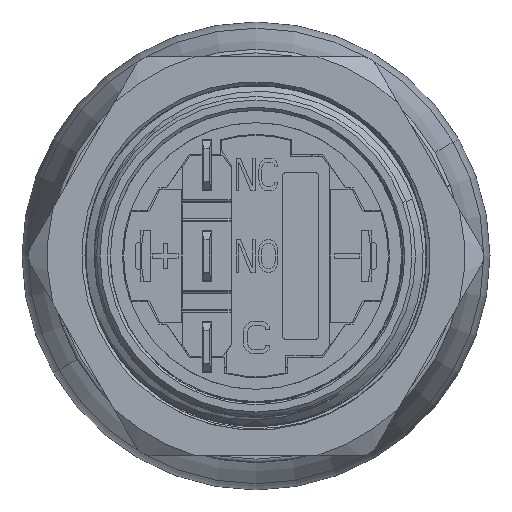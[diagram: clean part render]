
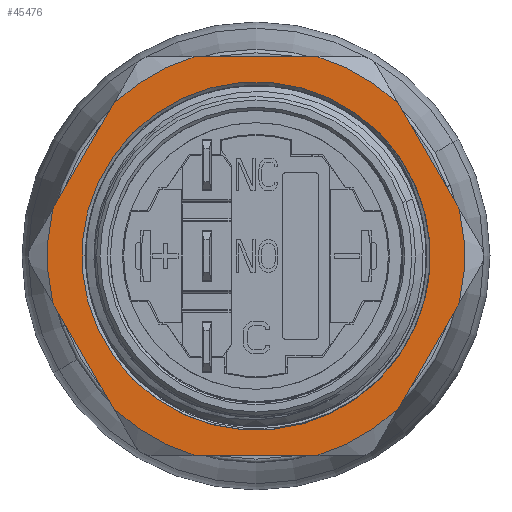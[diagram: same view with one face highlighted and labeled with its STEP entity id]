
A CAD part, front view. The second image highlights one B-rep face of the part: STEP entity #45476.
In plain terms, the highlighted planar face has unit normal (0, -1, 0).
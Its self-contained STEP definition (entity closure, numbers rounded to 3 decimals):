
#44049=CARTESIAN_POINT('',(0.,15.9,0.));
#44050=DIRECTION('',(0.,-1.,0.));
#44051=DIRECTION('',(0.974,0.,-0.225));
#44052=AXIS2_PLACEMENT_3D('',#44049,#44050,#44051);
#44081=CARTESIAN_POINT('',(0.,15.9,0.));
#44082=DIRECTION('',(0.,-1.,0.));
#44083=DIRECTION('',(-0.974,0.,0.225));
#44084=AXIS2_PLACEMENT_3D('',#44081,#44082,#44083);
#44104=DIRECTION('',(1.,0.,0.));
#44105=VECTOR('',#44104,6.72);
#44106=CARTESIAN_POINT('',(-3.36,15.9,11.));
#44107=LINE('',#44106,#44105);
#44108=CARTESIAN_POINT('',(0.,15.9,0.));
#44109=DIRECTION('',(0.,1.,0.));
#44110=DIRECTION('',(0.292,0.,0.956));
#44111=AXIS2_PLACEMENT_3D('',#44108,#44109,#44110);
#44113=DIRECTION('',(0.5,0.,-0.866));
#44114=VECTOR('',#44113,6.72);
#44115=CARTESIAN_POINT('',(7.846,15.9,8.41));
#44116=LINE('',#44115,#44114);
#44117=DIRECTION('',(-0.5,0.,-0.866));
#44118=VECTOR('',#44117,6.72);
#44119=CARTESIAN_POINT('',(11.206,15.9,-2.59));
#44120=LINE('',#44119,#44118);
#44121=CARTESIAN_POINT('',(0.,15.9,0.));
#44122=DIRECTION('',(0.,1.,0.));
#44123=DIRECTION('',(0.682,0.,-0.731));
#44124=AXIS2_PLACEMENT_3D('',#44121,#44122,#44123);
#44126=DIRECTION('',(-1.,0.,0.));
#44127=VECTOR('',#44126,6.72);
#44128=CARTESIAN_POINT('',(3.36,15.9,-11.));
#44129=LINE('',#44128,#44127);
#44130=CARTESIAN_POINT('',(0.,15.9,0.));
#44131=DIRECTION('',(0.,1.,0.));
#44132=DIRECTION('',(-0.292,0.,-0.956));
#44133=AXIS2_PLACEMENT_3D('',#44130,#44131,#44132);
#44135=DIRECTION('',(-0.5,0.,0.866));
#44136=VECTOR('',#44135,6.72);
#44137=CARTESIAN_POINT('',(-7.846,15.9,-8.41));
#44138=LINE('',#44137,#44136);
#44139=DIRECTION('',(0.5,0.,0.866));
#44140=VECTOR('',#44139,6.72);
#44141=CARTESIAN_POINT('',(-11.206,15.9,2.59));
#44142=LINE('',#44141,#44140);
#44143=CARTESIAN_POINT('',(0.,15.9,0.));
#44144=DIRECTION('',(0.,1.,0.));
#44145=DIRECTION('',(-0.682,0.,0.731));
#44146=AXIS2_PLACEMENT_3D('',#44143,#44144,#44145);
#44148=CARTESIAN_POINT('',(6.788,15.9,-6.788));
#44149=CARTESIAN_POINT('',(7.114,15.9,-6.463));
#44150=CARTESIAN_POINT('',(7.71,15.9,-5.774));
#44151=CARTESIAN_POINT('',(8.455,15.9,-4.616));
#44152=CARTESIAN_POINT('',(9.025,15.9,-3.366));
#44153=CARTESIAN_POINT('',(9.413,15.9,-2.048));
#44154=CARTESIAN_POINT('',(9.608,15.9,-0.687));
#44155=CARTESIAN_POINT('',(9.608,15.9,0.687));
#44156=CARTESIAN_POINT('',(9.413,15.9,2.048));
#44157=CARTESIAN_POINT('',(9.025,15.9,3.366));
#44158=CARTESIAN_POINT('',(8.455,15.9,4.616));
#44159=CARTESIAN_POINT('',(7.71,15.9,5.774));
#44160=CARTESIAN_POINT('',(7.114,15.9,6.463));
#44161=CARTESIAN_POINT('',(6.788,15.9,6.788));
#44206=CARTESIAN_POINT('',(0.,15.9,0.));
#44207=DIRECTION('',(0.,1.,0.));
#44208=DIRECTION('',(0.707,0.,-0.707));
#44209=AXIS2_PLACEMENT_3D('',#44206,#44207,#44208);
#44455=CARTESIAN_POINT('',(6.788,15.9,6.788));
#44898=CARTESIAN_POINT('',(-3.36,15.9,11.));
#44899=CARTESIAN_POINT('',(3.36,15.9,11.));
#44900=VERTEX_POINT('',#44898);
#44901=VERTEX_POINT('',#44899);
#44902=CARTESIAN_POINT('',(7.846,15.9,8.41));
#44903=CARTESIAN_POINT('',(11.206,15.9,2.59));
#44904=VERTEX_POINT('',#44902);
#44905=VERTEX_POINT('',#44903);
#44906=CARTESIAN_POINT('',(11.206,15.9,-2.59));
#44907=CARTESIAN_POINT('',(7.846,15.9,-8.41));
#44908=VERTEX_POINT('',#44906);
#44909=VERTEX_POINT('',#44907);
#44910=CARTESIAN_POINT('',(3.36,15.9,-11.));
#44911=CARTESIAN_POINT('',(-3.36,15.9,-11.));
#44912=VERTEX_POINT('',#44910);
#44913=VERTEX_POINT('',#44911);
#44914=CARTESIAN_POINT('',(-7.846,15.9,-8.41));
#44915=CARTESIAN_POINT('',(-11.206,15.9,-2.59));
#44916=VERTEX_POINT('',#44914);
#44917=VERTEX_POINT('',#44915);
#44918=CARTESIAN_POINT('',(-11.206,15.9,2.59));
#44919=CARTESIAN_POINT('',(-7.846,15.9,8.41));
#44920=VERTEX_POINT('',#44918);
#44921=VERTEX_POINT('',#44919);
#45008=VERTEX_POINT('',#44455);
#45011=VERTEX_POINT('',#44148);
#45451=CARTESIAN_POINT('',(0.,15.9,0.));
#45452=DIRECTION('',(0.,1.,0.));
#45453=DIRECTION('',(1.,0.,0.));
#45454=AXIS2_PLACEMENT_3D('',#45451,#45452,#45453);
#45455=PLANE('',#45454);
#45456=ORIENTED_EDGE('',*,*,#45058,.T.);
#45457=ORIENTED_EDGE('',*,*,#45438,.T.);
#45458=ORIENTED_EDGE('',*,*,#45310,.T.);
#45459=ORIENTED_EDGE('',*,*,#45338,.F.);
#45460=ORIENTED_EDGE('',*,*,#45266,.T.);
#45461=ORIENTED_EDGE('',*,*,#45358,.T.);
#45462=ORIENTED_EDGE('',*,*,#45214,.T.);
#45463=ORIENTED_EDGE('',*,*,#45378,.T.);
#45464=ORIENTED_EDGE('',*,*,#45162,.T.);
#45465=ORIENTED_EDGE('',*,*,#45398,.F.);
#45466=ORIENTED_EDGE('',*,*,#45110,.T.);
#45467=ORIENTED_EDGE('',*,*,#45418,.T.);
#45468=EDGE_LOOP('',(#45456,#45457,#45458,#45459,#45460,#45461,#45462,#45463,
#45464,#45465,#45466,#45467));
#45469=FACE_OUTER_BOUND('',#45468,.F.);
#45471=ORIENTED_EDGE('',*,*,#45470,.F.);
#45473=ORIENTED_EDGE('',*,*,#45472,.T.);
#45474=EDGE_LOOP('',(#45471,#45473));
#45475=FACE_BOUND('',#45474,.F.);
#44053=CIRCLE('',#44052,11.502);
#44085=CIRCLE('',#44084,11.502);
#44112=CIRCLE('',#44111,11.502);
#44125=CIRCLE('',#44124,11.502);
#44134=CIRCLE('',#44133,11.502);
#44147=CIRCLE('',#44146,11.502);
#44162=B_SPLINE_CURVE_WITH_KNOTS('',3,(#44148,#44149,#44150,#44151,#44152,
#44153,#44154,#44155,#44156,#44157,#44158,#44159,#44160,#44161),.UNSPECIFIED.,
.F.,.F.,(4,1,1,1,1,1,1,1,1,1,1,4),(0.,0.091,0.182,
0.273,0.364,0.455,0.545,
0.636,0.727,0.818,0.909,1.),
.UNSPECIFIED.);
#44210=CIRCLE('',#44209,9.6);
#45058=EDGE_CURVE('',#44900,#44901,#44107,.T.);
#45110=EDGE_CURVE('',#44920,#44921,#44142,.T.);
#45162=EDGE_CURVE('',#44916,#44917,#44138,.T.);
#45214=EDGE_CURVE('',#44912,#44913,#44129,.T.);
#45266=EDGE_CURVE('',#44908,#44909,#44120,.T.);
#45310=EDGE_CURVE('',#44904,#44905,#44116,.T.);
#45338=EDGE_CURVE('',#44908,#44905,#44053,.T.);
#45358=EDGE_CURVE('',#44909,#44912,#44125,.T.);
#45378=EDGE_CURVE('',#44913,#44916,#44134,.T.);
#45398=EDGE_CURVE('',#44920,#44917,#44085,.T.);
#45418=EDGE_CURVE('',#44921,#44900,#44147,.T.);
#45438=EDGE_CURVE('',#44901,#44904,#44112,.T.);
#45470=EDGE_CURVE('',#45011,#45008,#44210,.T.);
#45472=EDGE_CURVE('',#45011,#45008,#44162,.T.);
#45476=ADVANCED_FACE('',(#45469,#45475),#45455,.F.);
